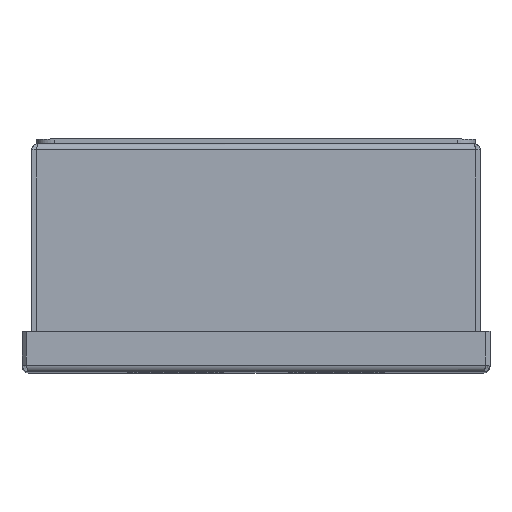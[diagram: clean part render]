
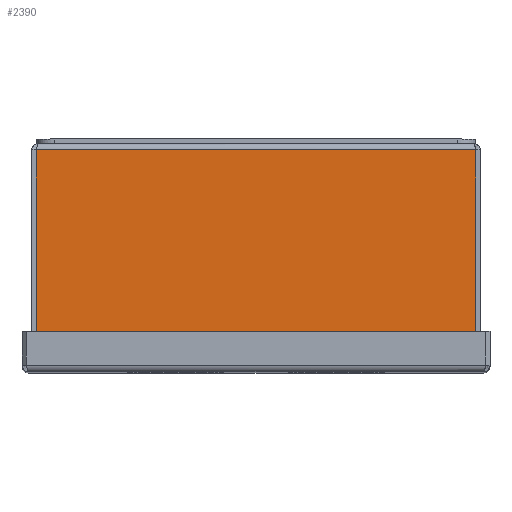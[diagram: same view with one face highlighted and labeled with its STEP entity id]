
A CAD part, top view. The second image highlights one B-rep face of the part: STEP entity #2390.
In plain terms, the highlighted planar face has unit normal (0, 0, 1).
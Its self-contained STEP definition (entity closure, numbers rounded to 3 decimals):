
#2390 = ADVANCED_FACE( '', ( #5780 ), #5781, .F. );
#5780 = FACE_OUTER_BOUND( '', #10302, .T. );
#5781 = PLANE( '', #10303 );
#10302 = EDGE_LOOP( '', ( #18842, #18843, #18844, #18845, #18846, #18847, #18848, #18849, #18850, #18851 ) );
#10303 = AXIS2_PLACEMENT_3D( '', #18852, #18853, #18854 );
#18842 = ORIENTED_EDGE( '', *, *, #31816, .F. );
#18843 = ORIENTED_EDGE( '', *, *, #31817, .T. );
#18844 = ORIENTED_EDGE( '', *, *, #31818, .T. );
#18845 = ORIENTED_EDGE( '', *, *, #31819, .F. );
#18846 = ORIENTED_EDGE( '', *, *, #29911, .T. );
#18847 = ORIENTED_EDGE( '', *, *, #31820, .T. );
#18848 = ORIENTED_EDGE( '', *, *, #31821, .T. );
#18849 = ORIENTED_EDGE( '', *, *, #30366, .F. );
#18850 = ORIENTED_EDGE( '', *, *, #30017, .F. );
#18851 = ORIENTED_EDGE( '', *, *, #31822, .T. );
#18852 = CARTESIAN_POINT( '', ( 542.773, 0., 120.65 ) );
#18853 = DIRECTION( '', ( 0., 0., -1. ) );
#18854 = DIRECTION( '', ( 0., 1., 0. ) );
#29911 = EDGE_CURVE( '', #34760, #34765, #34767, .T. );
#30017 = EDGE_CURVE( '', #34954, #34956, #34957, .T. );
#30366 = EDGE_CURVE( '', #34956, #35561, #35562, .T. );
#31816 = EDGE_CURVE( '', #37972, #37973, #37974, .T. );
#31817 = EDGE_CURVE( '', #37972, #37975, #37976, .T. );
#31818 = EDGE_CURVE( '', #37975, #37977, #37978, .T. );
#31819 = EDGE_CURVE( '', #34760, #37977, #37979, .T. );
#31820 = EDGE_CURVE( '', #34765, #37980, #37981, .T. );
#31821 = EDGE_CURVE( '', #37980, #35561, #37982, .T. );
#31822 = EDGE_CURVE( '', #34954, #37973, #37983, .T. );
#34760 = VERTEX_POINT( '', #42513 );
#34765 = VERTEX_POINT( '', #42528 );
#34767 = LINE( '', #42539, #42540 );
#34954 = VERTEX_POINT( '', #43009 );
#34956 = VERTEX_POINT( '', #43012 );
#34957 = LINE( '', #43013, #43014 );
#35561 = VERTEX_POINT( '', #44719 );
#35562 = LINE( '', #44720, #44721 );
#37972 = VERTEX_POINT( '', #52741 );
#37973 = VERTEX_POINT( '', #52742 );
#37974 = LINE( '', #52743, #52744 );
#37975 = VERTEX_POINT( '', #52745 );
#37976 = LINE( '', #52746, #52747 );
#37977 = VERTEX_POINT( '', #52748 );
#37978 = LINE( '', #52749, #52750 );
#37979 = LINE( '', #52751, #52752 );
#37980 = VERTEX_POINT( '', #52753 );
#37981 = LINE( '', #52754, #52755 );
#37982 = LINE( '', #52756, #52757 );
#37983 = LINE( '', #52758, #52759 );
#42513 = CARTESIAN_POINT( '', ( 77.848, -2.337, 120.65 ) );
#42528 = CARTESIAN_POINT( '', ( -77.848, -2.337, 120.65 ) );
#42539 = CARTESIAN_POINT( '', ( 542.773, -2.337, 120.65 ) );
#42540 = VECTOR( '', #59719, 1000. );
#43009 = CARTESIAN_POINT( '', ( -53.95, -73.863, 120.65 ) );
#43012 = CARTESIAN_POINT( '', ( -53.952, -73.863, 120.65 ) );
#43013 = CARTESIAN_POINT( '', ( -53.952, -73.863, 120.65 ) );
#43014 = VECTOR( '', #59777, 1000. );
#44719 = CARTESIAN_POINT( '', ( -53.952, -74.676, 120.65 ) );
#44720 = CARTESIAN_POINT( '', ( -53.952, -76.2, 120.65 ) );
#44721 = VECTOR( '', #59942, 1000. );
#52741 = CARTESIAN_POINT( '', ( 53.952, -73.863, 120.65 ) );
#52742 = CARTESIAN_POINT( '', ( 53.95, -73.863, 120.65 ) );
#52743 = CARTESIAN_POINT( '', ( -53.952, -73.863, 120.65 ) );
#52744 = VECTOR( '', #60539, 1000. );
#52745 = CARTESIAN_POINT( '', ( 53.952, -74.676, 120.65 ) );
#52746 = CARTESIAN_POINT( '', ( 53.952, -76.2, 120.65 ) );
#52747 = VECTOR( '', #60540, 1000. );
#52748 = CARTESIAN_POINT( '', ( 77.848, -74.676, 120.65 ) );
#52749 = CARTESIAN_POINT( '', ( 542.773, -74.676, 120.65 ) );
#52750 = VECTOR( '', #60541, 1000. );
#52751 = CARTESIAN_POINT( '', ( 77.848, -2.337, 120.65 ) );
#52752 = VECTOR( '', #60542, 1000. );
#52753 = CARTESIAN_POINT( '', ( -77.848, -74.676, 120.65 ) );
#52754 = CARTESIAN_POINT( '', ( -77.848, -2.337, 120.65 ) );
#52755 = VECTOR( '', #60543, 1000. );
#52756 = CARTESIAN_POINT( '', ( 542.773, -74.676, 120.65 ) );
#52757 = VECTOR( '', #60544, 1000. );
#52758 = CARTESIAN_POINT( '', ( -53.95, -73.863, 120.65 ) );
#52759 = VECTOR( '', #60545, 1000. );
#59719 = DIRECTION( '', ( -1., 0., 0. ) );
#59777 = DIRECTION( '', ( -1., 0., 0. ) );
#59942 = DIRECTION( '', ( 0., -1., 0. ) );
#60539 = DIRECTION( '', ( -1., 0., 0. ) );
#60540 = DIRECTION( '', ( 0., -1., 0. ) );
#60541 = DIRECTION( '', ( 1., 0., 0. ) );
#60542 = DIRECTION( '', ( 0., -1., 0. ) );
#60543 = DIRECTION( '', ( 0., -1., 0. ) );
#60544 = DIRECTION( '', ( 1., 0., 0. ) );
#60545 = DIRECTION( '', ( 1., 0., 0. ) );
